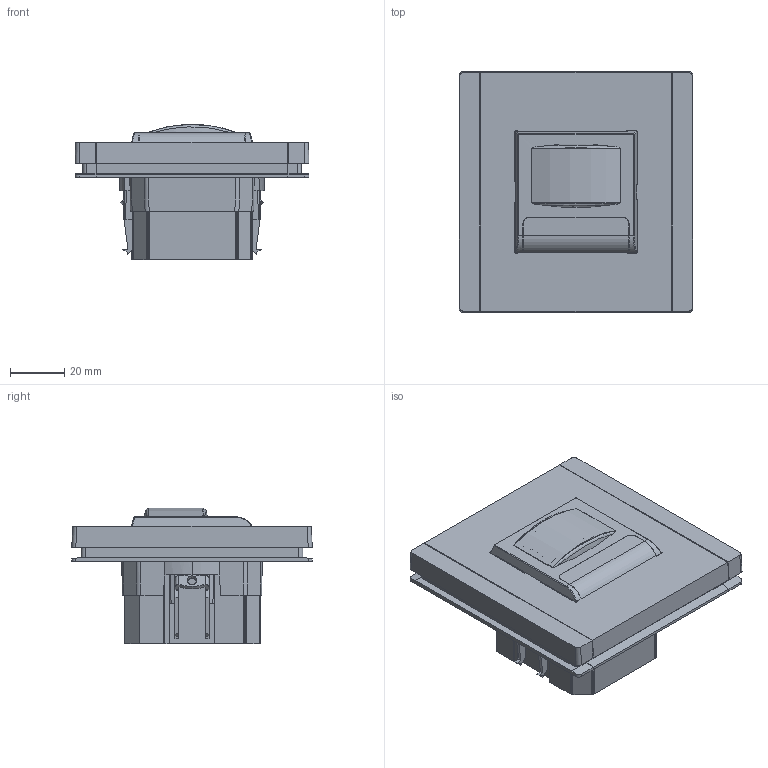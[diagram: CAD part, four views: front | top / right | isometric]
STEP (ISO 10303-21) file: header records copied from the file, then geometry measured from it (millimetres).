
FILE_DESCRIPTION (( 'STEP AP214' ), '1' );
FILE_NAME ('äàò÷èê äâèæåíèÿ ñ LEd.STEP', '2025-03-11T09:07:27', ( '' ), ( '' ), 'SwSTEP 2.0', 'SolidWorks 2022', '' );
FILE_SCHEMA (( 'AUTOMOTIVE_DESIGN' ));
Length unit declared in the file: millimetre
Products named in the file (1): датчик движения с LEd
Bounding box: 86.46 x 89 x 50.06 mm (x, y, z)
Volume: 168775 mm3; surface area: 44799.3 mm2
Topology: 1 solids, 102 shells, 2014 faces, 5351 edges, 3529 vertices
Faces by surface type: plane 1534, cylinder 385, bspline 49, cone 34, sphere 10, torus 2
Entity records: 62831 total; most frequent: CARTESIAN_POINT 14603, ORIENTED_EDGE 10702, DIRECTION 8953, EDGE_CURVE 5351, VECTOR 4121, LINE 4121, VERTEX_POINT 3529, AXIS2_PLACEMENT_3D 2416
